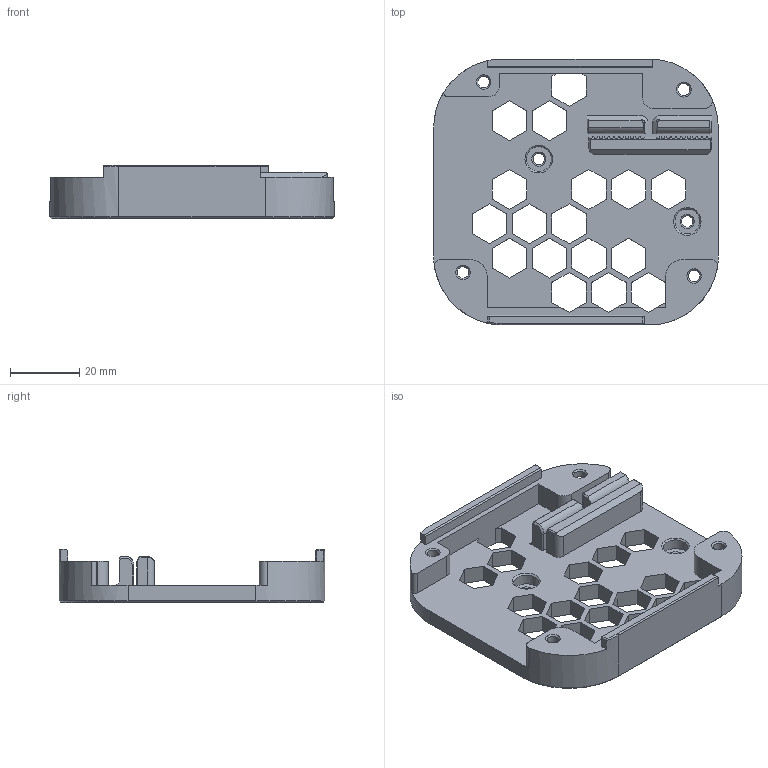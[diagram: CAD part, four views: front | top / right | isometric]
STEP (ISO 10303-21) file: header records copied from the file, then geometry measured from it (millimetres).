
FILE_DESCRIPTION(/* description */ (''),/* implementation_level */ '2;1');
FILE_NAME(/* name */ '2. Carriage Belt 2040.step',/* time_stamp */ '2020-06-19T04:11:23-03:00',/* author */ (''),/* organization */ (''),/* preprocessor_version */ 'ST-DEVELOPER v18.1',/* originating_system */ 'Autodesk Translation Framework v9.3.0.1241',/* authorisation */ '');
FILE_SCHEMA (('AUTOMOTIVE_DESIGN { 1 0 10303 214 3 1 1 }'));
Length unit declared in the file: millimetre
Products named in the file (1): 2. Carriage Belt 2040
Bounding box: 82.5 x 77.06 x 15.4 mm (x, y, z)
Volume: 33182.8 mm3; surface area: 18818.3 mm2
Topology: 1 solids, 1 shells, 300 faces, 847 edges, 548 vertices
Faces by surface type: plane 208, cylinder 59, cone 20, bspline 12, torus 1
Full cylindrical faces by diameter (mm): 3.3 x2, 3.4 x3, 3.5 x2, 7.2 x2
Entity records: 10004 total; most frequent: CARTESIAN_POINT 2125, ORIENTED_EDGE 1690, DIRECTION 1519, EDGE_CURVE 845, LINE 661, VECTOR 661, VERTEX_POINT 548, AXIS2_PLACEMENT_3D 429
